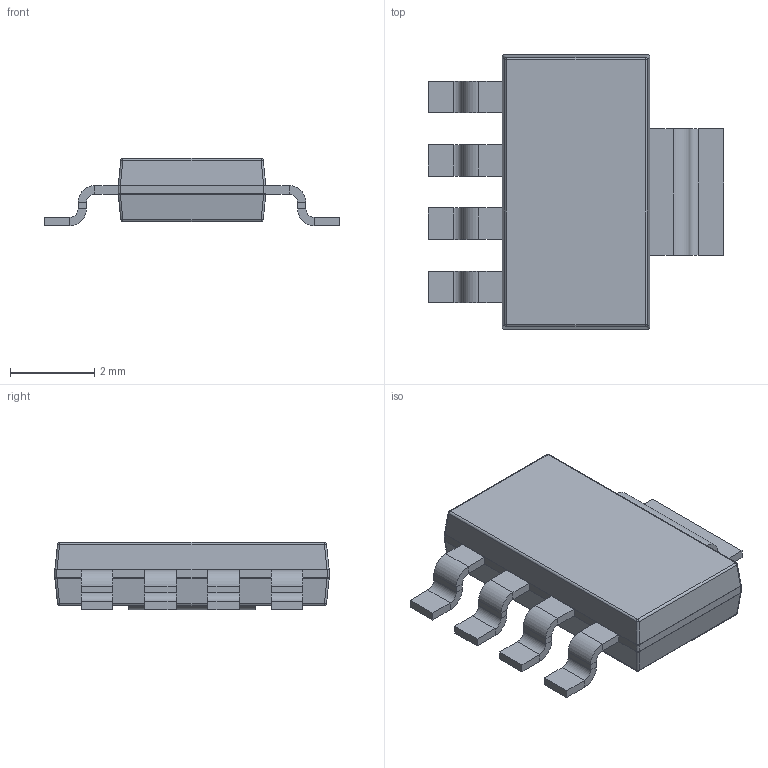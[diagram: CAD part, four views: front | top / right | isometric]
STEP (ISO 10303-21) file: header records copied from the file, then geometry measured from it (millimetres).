
FILE_DESCRIPTION(('Open CASCADE Model'),'2;1');
FILE_NAME('Open CASCADE Shape Model','2022-11-14T00:13:18',('Author'),( 'Open CASCADE'),'Open CASCADE STEP processor 7.5','Open CASCADE 7.5' ,'Unknown');
FILE_SCHEMA(('AUTOMOTIVE_DESIGN { 1 0 10303 214 1 1 1 1 }'));
Length unit declared in the file: millimetre
Products named in the file (5): SOT150P700X160-5N.step; Body; Open CASCADE STEP translator 7.5 189.1.1; Lead; Tab
Assembly tree (7 placements, depth 3):
  SOT150P700X160-5N.step
    Body
      Open CASCADE STEP translator 7.5 189.1.1
    Lead  x4
    Tab
Bounding box: 7 x 6.5 x 1.6 mm (x, y, z)
Volume: 35.9 mm3; surface area: 105.6 mm2
Topology: 6 solids, 6 shells, 168 faces, 340 edges, 176 vertices
Faces by surface type: plane 104, cylinder 48, bspline 8, sphere 8
Entity records: 6834 total; most frequent: CARTESIAN_POINT 2682, DIRECTION 752, LINE 460, VECTOR 460, ORIENTED_EDGE 400, PCURVE 400, DEFINITIONAL_REPRESENTATION 400, EDGE_CURVE 200
